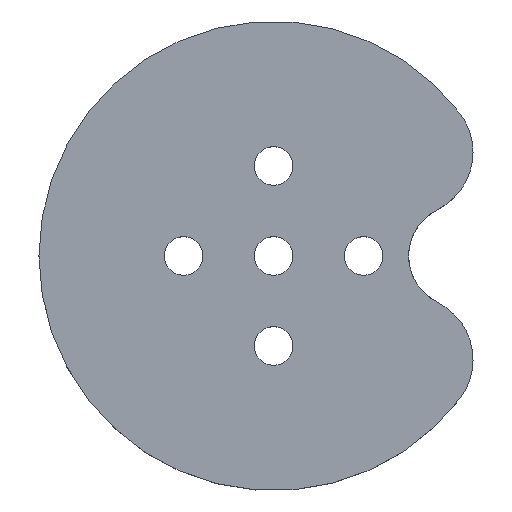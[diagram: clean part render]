
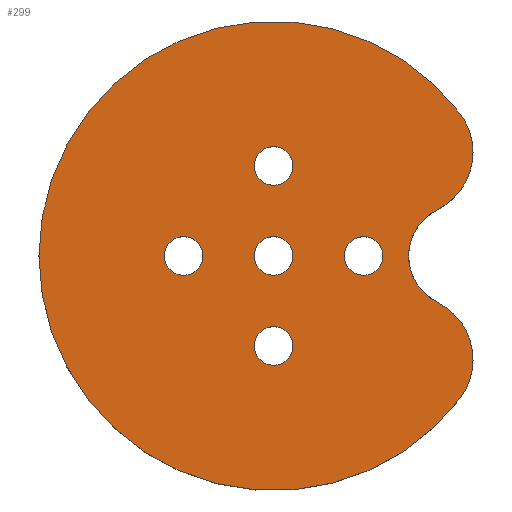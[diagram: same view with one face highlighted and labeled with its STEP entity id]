
A CAD part, top view. The second image highlights one B-rep face of the part: STEP entity #299.
In plain terms, the highlighted planar face has unit normal (0, 0, 1).
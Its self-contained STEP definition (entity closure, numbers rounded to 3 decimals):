
#14 = DIRECTION ( 'NONE',  ( 0., 0., 1. ) ) ;
#18 = DIRECTION ( 'NONE',  ( 0., 0., 1. ) ) ;
#20 = CARTESIAN_POINT ( 'NONE',  ( 1.5, -7., 3. ) ) ;
#27 = DIRECTION ( 'NONE',  ( 0., 0., 1. ) ) ;
#33 = VERTEX_POINT ( 'NONE', #148 ) ;
#50 = CIRCLE ( 'NONE', #331, 4. ) ;
#90 = EDGE_CURVE ( 'NONE', #290, #497, #920, .T. ) ;
#97 = CARTESIAN_POINT ( 'NONE',  ( 1.5, 7., 3. ) ) ;
#107 = DIRECTION ( 'NONE',  ( 0., 0., 1. ) ) ;
#128 = FACE_BOUND ( 'NONE', #1128, .T. ) ;
#132 = DIRECTION ( 'NONE',  ( 1., 0., 0. ) ) ;
#148 = CARTESIAN_POINT ( 'NONE',  ( -1.5, 7., 3. ) ) ;
#157 = EDGE_CURVE ( 'NONE', #33, #528, #222, .T. ) ;
#158 = ORIENTED_EDGE ( 'NONE', *, *, #1011, .F. ) ;
#161 = AXIS2_PLACEMENT_3D ( 'NONE', #681, #27, #799 ) ;
#164 = CARTESIAN_POINT ( 'NONE',  ( 12.727, -3.586, 3. ) ) ;
#173 = EDGE_LOOP ( 'NONE', ( #518, #174 ) ) ;
#174 = ORIENTED_EDGE ( 'NONE', *, *, #646, .F. ) ;
#178 = CARTESIAN_POINT ( 'NONE',  ( -18.25, 0., 3. ) ) ;
#179 = CIRCLE ( 'NONE', #989, 1.5 ) ;
#180 = ORIENTED_EDGE ( 'NONE', *, *, #1343, .F. ) ;
#198 = DIRECTION ( 'NONE',  ( 1., 0., 0. ) ) ;
#210 = EDGE_CURVE ( 'NONE', #1271, #944, #847, .T. ) ;
#222 = CIRCLE ( 'NONE', #1208, 1.5 ) ;
#244 = CARTESIAN_POINT ( 'NONE',  ( 5.5, 0., 3. ) ) ;
#257 = EDGE_CURVE ( 'NONE', #853, #1381, #787, .T. ) ;
#270 = CARTESIAN_POINT ( 'NONE',  ( -8.5, 0., 3. ) ) ;
#290 = VERTEX_POINT ( 'NONE', #738 ) ;
#299 = ADVANCED_FACE ( 'NONE', ( #1331, #1339, #435, #128, #999, #780 ), #461, .T. ) ;
#302 = CARTESIAN_POINT ( 'NONE',  ( -7., 0., 3. ) ) ;
#307 = CARTESIAN_POINT ( 'NONE',  ( 14.5, 0., 3. ) ) ;
#318 = EDGE_CURVE ( 'NONE', #397, #836, #1403, .T. ) ;
#331 = AXIS2_PLACEMENT_3D ( 'NONE', #307, #647, #198 ) ;
#332 = AXIS2_PLACEMENT_3D ( 'NONE', #447, #867, #425 ) ;
#335 = AXIS2_PLACEMENT_3D ( 'NONE', #564, #18, #1007 ) ;
#340 = CARTESIAN_POINT ( 'NONE',  ( 12.727, 3.586, 3. ) ) ;
#349 = ORIENTED_EDGE ( 'NONE', *, *, #90, .F. ) ;
#358 = EDGE_CURVE ( 'NONE', #528, #33, #858, .T. ) ;
#359 = CIRCLE ( 'NONE', #1168, 1.5 ) ;
#360 = CARTESIAN_POINT ( 'NONE',  ( 0., -7., 3. ) ) ;
#364 = EDGE_LOOP ( 'NONE', ( #1378, #1062, #1121, #1374, #1056, #731 ) ) ;
#397 = VERTEX_POINT ( 'NONE', #1021 ) ;
#403 = AXIS2_PLACEMENT_3D ( 'NONE', #1098, #755, #1197 ) ;
#411 = AXIS2_PLACEMENT_3D ( 'NONE', #1095, #871, #949 ) ;
#420 = VERTEX_POINT ( 'NONE', #1308 ) ;
#425 = DIRECTION ( 'NONE',  ( 1., 0., 0. ) ) ;
#435 = FACE_BOUND ( 'NONE', #1158, .T. ) ;
#436 = CARTESIAN_POINT ( 'NONE',  ( 1.5, 0., 3. ) ) ;
#443 = AXIS2_PLACEMENT_3D ( 'NONE', #1334, #107, #1076 ) ;
#447 = CARTESIAN_POINT ( 'NONE',  ( 0., 0., 3. ) ) ;
#450 = DIRECTION ( 'NONE',  ( 1., 0., 0. ) ) ;
#452 = DIRECTION ( 'NONE',  ( 0., 0., 1. ) ) ;
#457 = AXIS2_PLACEMENT_3D ( 'NONE', #1085, #1408, #742 ) ;
#461 = PLANE ( 'NONE',  #161 ) ;
#481 = CIRCLE ( 'NONE', #621, 1.5 ) ;
#497 = VERTEX_POINT ( 'NONE', #436 ) ;
#504 = VERTEX_POINT ( 'NONE', #340 ) ;
#510 = VERTEX_POINT ( 'NONE', #20 ) ;
#518 = ORIENTED_EDGE ( 'NONE', *, *, #1289, .F. ) ;
#528 = VERTEX_POINT ( 'NONE', #97 ) ;
#536 = DIRECTION ( 'NONE',  ( 1., 0., 0. ) ) ;
#546 = AXIS2_PLACEMENT_3D ( 'NONE', #360, #1337, #450 ) ;
#561 = EDGE_CURVE ( 'NONE', #504, #397, #1082, .T. ) ;
#564 = CARTESIAN_POINT ( 'NONE',  ( 10.511, 8.068, 3. ) ) ;
#566 = CIRCLE ( 'NONE', #443, 18.25 ) ;
#578 = DIRECTION ( 'NONE',  ( 1., 0., 0. ) ) ;
#580 = EDGE_CURVE ( 'NONE', #504, #1381, #50, .T. ) ;
#590 = DIRECTION ( 'NONE',  ( 1., 0., 0. ) ) ;
#594 = CIRCLE ( 'NONE', #1399, 1.5 ) ;
#610 = VERTEX_POINT ( 'NONE', #866 ) ;
#621 = AXIS2_PLACEMENT_3D ( 'NONE', #1242, #996, #132 ) ;
#645 = CARTESIAN_POINT ( 'NONE',  ( 7., 0., 3. ) ) ;
#646 = EDGE_CURVE ( 'NONE', #610, #1398, #594, .T. ) ;
#647 = DIRECTION ( 'NONE',  ( 0., 0., 1. ) ) ;
#665 = CARTESIAN_POINT ( 'NONE',  ( 14.477, 11.112, 3. ) ) ;
#670 = EDGE_CURVE ( 'NONE', #1177, #853, #1036, .T. ) ;
#681 = CARTESIAN_POINT ( 'NONE',  ( 0., 0., 3. ) ) ;
#693 = CARTESIAN_POINT ( 'NONE',  ( 0., 0., 3. ) ) ;
#725 = ORIENTED_EDGE ( 'NONE', *, *, #210, .F. ) ;
#731 = ORIENTED_EDGE ( 'NONE', *, *, #257, .T. ) ;
#736 = AXIS2_PLACEMENT_3D ( 'NONE', #1003, #1319, #578 ) ;
#738 = CARTESIAN_POINT ( 'NONE',  ( -1.5, 0., 3. ) ) ;
#742 = DIRECTION ( 'NONE',  ( 1., 0., 0. ) ) ;
#755 = DIRECTION ( 'NONE',  ( 0., 0., 1. ) ) ;
#757 = CARTESIAN_POINT ( 'NONE',  ( 8.5, 0., 3. ) ) ;
#761 = ORIENTED_EDGE ( 'NONE', *, *, #1088, .F. ) ;
#780 = FACE_OUTER_BOUND ( 'NONE', #364, .T. ) ;
#787 = CIRCLE ( 'NONE', #411, 5. ) ;
#799 = DIRECTION ( 'NONE',  ( 1., 0., 0. ) ) ;
#836 = VERTEX_POINT ( 'NONE', #665 ) ;
#839 = EDGE_CURVE ( 'NONE', #836, #1177, #566, .T. ) ;
#847 = CIRCLE ( 'NONE', #1037, 1.5 ) ;
#853 = VERTEX_POINT ( 'NONE', #1083 ) ;
#858 = CIRCLE ( 'NONE', #1047, 1.5 ) ;
#866 = CARTESIAN_POINT ( 'NONE',  ( -5.5, 0., 3. ) ) ;
#867 = DIRECTION ( 'NONE',  ( 0., 0., 1. ) ) ;
#871 = DIRECTION ( 'NONE',  ( 0., 0., 1. ) ) ;
#920 = CIRCLE ( 'NONE', #332, 1.5 ) ;
#922 = CIRCLE ( 'NONE', #736, 1.5 ) ;
#944 = VERTEX_POINT ( 'NONE', #757 ) ;
#949 = DIRECTION ( 'NONE',  ( 1., 0., 0. ) ) ;
#984 = DIRECTION ( 'NONE',  ( 1., 0., 0. ) ) ;
#989 = AXIS2_PLACEMENT_3D ( 'NONE', #1255, #1048, #590 ) ;
#996 = DIRECTION ( 'NONE',  ( 0., 0., 1. ) ) ;
#999 = FACE_BOUND ( 'NONE', #1034, .T. ) ;
#1003 = CARTESIAN_POINT ( 'NONE',  ( 0., -7., 3. ) ) ;
#1007 = DIRECTION ( 'NONE',  ( 1., 0., 0. ) ) ;
#1011 = EDGE_CURVE ( 'NONE', #510, #420, #1353, .T. ) ;
#1012 = DIRECTION ( 'NONE',  ( 1., 0., 0. ) ) ;
#1015 = DIRECTION ( 'NONE',  ( 1., 0., 0. ) ) ;
#1021 = CARTESIAN_POINT ( 'NONE',  ( 15.511, 8.068, 3. ) ) ;
#1034 = EDGE_LOOP ( 'NONE', ( #349, #180 ) ) ;
#1036 = CIRCLE ( 'NONE', #403, 18.25 ) ;
#1037 = AXIS2_PLACEMENT_3D ( 'NONE', #645, #1196, #1296 ) ;
#1047 = AXIS2_PLACEMENT_3D ( 'NONE', #1313, #452, #1015 ) ;
#1048 = DIRECTION ( 'NONE',  ( 0., 0., 1. ) ) ;
#1056 = ORIENTED_EDGE ( 'NONE', *, *, #670, .T. ) ;
#1062 = ORIENTED_EDGE ( 'NONE', *, *, #561, .T. ) ;
#1076 = DIRECTION ( 'NONE',  ( 1., 0., 0. ) ) ;
#1082 = CIRCLE ( 'NONE', #457, 5. ) ;
#1083 = CARTESIAN_POINT ( 'NONE',  ( 14.477, -11.112, 3. ) ) ;
#1085 = CARTESIAN_POINT ( 'NONE',  ( 10.511, 8.068, 3. ) ) ;
#1088 = EDGE_CURVE ( 'NONE', #944, #1271, #179, .T. ) ;
#1095 = CARTESIAN_POINT ( 'NONE',  ( 10.511, -8.068, 3. ) ) ;
#1098 = CARTESIAN_POINT ( 'NONE',  ( 0., 0., 3. ) ) ;
#1106 = CARTESIAN_POINT ( 'NONE',  ( 0., 7., 3. ) ) ;
#1109 = ORIENTED_EDGE ( 'NONE', *, *, #1314, .F. ) ;
#1121 = ORIENTED_EDGE ( 'NONE', *, *, #318, .T. ) ;
#1128 = EDGE_LOOP ( 'NONE', ( #1142, #1311 ) ) ;
#1142 = ORIENTED_EDGE ( 'NONE', *, *, #157, .F. ) ;
#1158 = EDGE_LOOP ( 'NONE', ( #725, #761 ) ) ;
#1168 = AXIS2_PLACEMENT_3D ( 'NONE', #693, #1217, #1012 ) ;
#1172 = EDGE_LOOP ( 'NONE', ( #1109, #158 ) ) ;
#1174 = DIRECTION ( 'NONE',  ( 0., 0., 1. ) ) ;
#1177 = VERTEX_POINT ( 'NONE', #178 ) ;
#1196 = DIRECTION ( 'NONE',  ( 0., 0., 1. ) ) ;
#1197 = DIRECTION ( 'NONE',  ( 1., 0., 0. ) ) ;
#1208 = AXIS2_PLACEMENT_3D ( 'NONE', #1106, #14, #536 ) ;
#1217 = DIRECTION ( 'NONE',  ( 0., 0., 1. ) ) ;
#1242 = CARTESIAN_POINT ( 'NONE',  ( -7., 0., 3. ) ) ;
#1255 = CARTESIAN_POINT ( 'NONE',  ( 7., 0., 3. ) ) ;
#1271 = VERTEX_POINT ( 'NONE', #244 ) ;
#1289 = EDGE_CURVE ( 'NONE', #1398, #610, #481, .T. ) ;
#1296 = DIRECTION ( 'NONE',  ( 1., 0., 0. ) ) ;
#1308 = CARTESIAN_POINT ( 'NONE',  ( -1.5, -7., 3. ) ) ;
#1311 = ORIENTED_EDGE ( 'NONE', *, *, #358, .F. ) ;
#1313 = CARTESIAN_POINT ( 'NONE',  ( 0., 7., 3. ) ) ;
#1314 = EDGE_CURVE ( 'NONE', #420, #510, #922, .T. ) ;
#1319 = DIRECTION ( 'NONE',  ( 0., 0., 1. ) ) ;
#1331 = FACE_BOUND ( 'NONE', #173, .T. ) ;
#1334 = CARTESIAN_POINT ( 'NONE',  ( 0., 0., 3. ) ) ;
#1337 = DIRECTION ( 'NONE',  ( 0., 0., 1. ) ) ;
#1339 = FACE_BOUND ( 'NONE', #1172, .T. ) ;
#1343 = EDGE_CURVE ( 'NONE', #497, #290, #359, .T. ) ;
#1353 = CIRCLE ( 'NONE', #546, 1.5 ) ;
#1374 = ORIENTED_EDGE ( 'NONE', *, *, #839, .T. ) ;
#1378 = ORIENTED_EDGE ( 'NONE', *, *, #580, .F. ) ;
#1381 = VERTEX_POINT ( 'NONE', #164 ) ;
#1398 = VERTEX_POINT ( 'NONE', #270 ) ;
#1399 = AXIS2_PLACEMENT_3D ( 'NONE', #302, #1174, #984 ) ;
#1403 = CIRCLE ( 'NONE', #335, 5. ) ;
#1408 = DIRECTION ( 'NONE',  ( 0., 0., 1. ) ) ;
